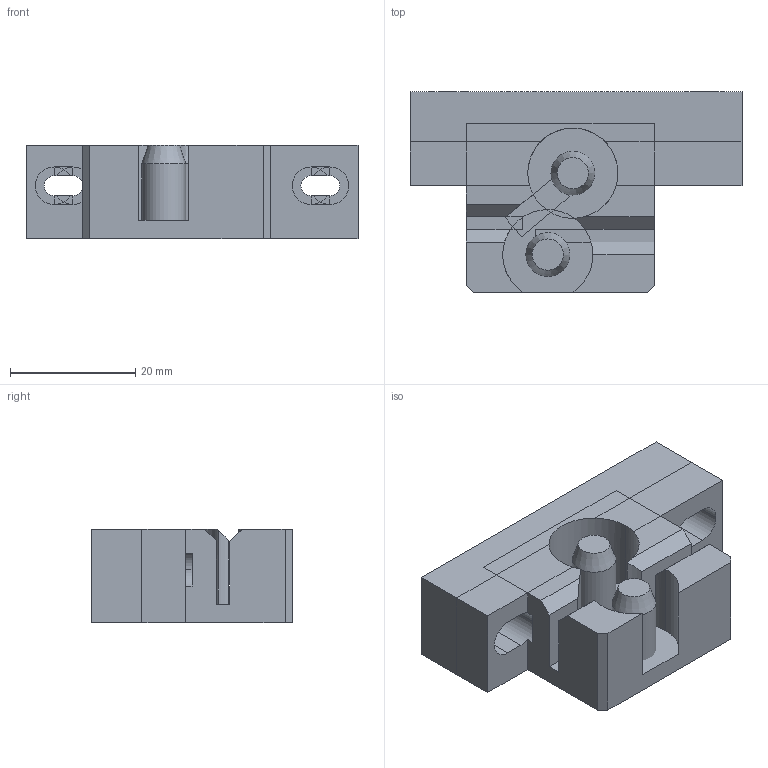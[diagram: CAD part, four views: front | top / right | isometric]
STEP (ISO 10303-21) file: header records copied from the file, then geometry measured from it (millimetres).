
FILE_DESCRIPTION(('FreeCAD Model'),'2;1');
FILE_NAME('y-belt-holder.step','2020-04-18T10:50:13',('Author'),(''), 'Open CASCADE STEP processor 7.3','FreeCAD','Unknown');
FILE_SCHEMA(('AUTOMOTIVE_DESIGN { 1 0 10303 214 1 1 1 1 }'));
Length unit declared in the file: millimetre
Products named in the file (2): Group; difference
Bounding box: 53 x 32 x 15 mm (x, y, z)
Volume: 15214.7 mm3; surface area: 8018.8 mm2
Topology: 3 solids, 8 shells, 165 faces, 379 edges, 235 vertices
Faces by surface type: plane 143, cylinder 20, cone 2
Full cylindrical faces by diameter (mm): 7 x2
Entity records: 10571 total; most frequent: CARTESIAN_POINT 1866, DIRECTION 1344, LINE 784, VECTOR 784, ORIENTED_EDGE 758, PCURVE 758, DEFINITIONAL_REPRESENTATION 758, EDGE_CURVE 379
